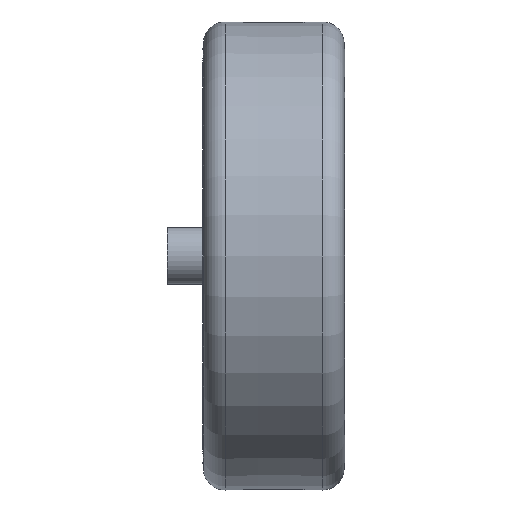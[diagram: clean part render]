
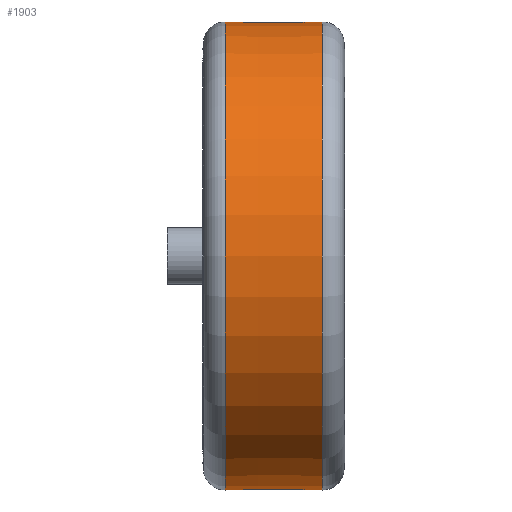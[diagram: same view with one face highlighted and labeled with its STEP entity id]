
A CAD part, front view. The second image highlights one B-rep face of the part: STEP entity #1903.
In plain terms, the highlighted toroidal (fillet/blend) face has major radius 672.882 mm and minor radius 590.632 mm.
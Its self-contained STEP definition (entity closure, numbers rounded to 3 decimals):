
#147=TOROIDAL_SURFACE('',#2087,672.882,590.632);
#210=FACE_OUTER_BOUND('',#321,.T.);
#321=EDGE_LOOP('',(#1295,#1296,#1297,#1298,#1299,#1300));
#568=CIRCLE('',#2085,82.497);
#569=CIRCLE('',#2086,82.497);
#570=CIRCLE('',#2088,590.632);
#571=CIRCLE('',#2089,82.497);
#572=CIRCLE('',#2090,82.497);
#725=VERTEX_POINT('',#2995);
#726=VERTEX_POINT('',#2997);
#727=VERTEX_POINT('',#3001);
#728=VERTEX_POINT('',#3003);
#938=EDGE_CURVE('',#725,#726,#568,.T.);
#939=EDGE_CURVE('',#726,#725,#569,.T.);
#940=EDGE_CURVE('',#725,#727,#570,.T.);
#941=EDGE_CURVE('',#727,#728,#571,.T.);
#942=EDGE_CURVE('',#728,#727,#572,.T.);
#1295=ORIENTED_EDGE('',*,*,#939,.F.);
#1296=ORIENTED_EDGE('',*,*,#938,.F.);
#1297=ORIENTED_EDGE('',*,*,#940,.T.);
#1298=ORIENTED_EDGE('',*,*,#941,.T.);
#1299=ORIENTED_EDGE('',*,*,#942,.T.);
#1300=ORIENTED_EDGE('',*,*,#940,.F.);
#1903=ADVANCED_FACE('',(#210),#147,.F.);
#2085=AXIS2_PLACEMENT_3D('',#2998,#2439,#2440);
#2086=AXIS2_PLACEMENT_3D('',#2999,#2441,#2442);
#2087=AXIS2_PLACEMENT_3D('',#3000,#2443,#2444);
#2088=AXIS2_PLACEMENT_3D('',#3002,#2445,#2446);
#2089=AXIS2_PLACEMENT_3D('',#3004,#2447,#2448);
#2090=AXIS2_PLACEMENT_3D('',#3005,#2449,#2450);
#2439=DIRECTION('center_axis',(1.,0.,0.));
#2440=DIRECTION('ref_axis',(0.,1.,0.));
#2441=DIRECTION('center_axis',(1.,0.,0.));
#2442=DIRECTION('ref_axis',(0.,1.,0.));
#2443=DIRECTION('center_axis',(1.,0.,0.));
#2444=DIRECTION('ref_axis',(0.,0.,-1.));
#2445=DIRECTION('center_axis',(0.,1.,0.));
#2446=DIRECTION('ref_axis',(0.,0.,1.));
#2447=DIRECTION('center_axis',(1.,0.,0.));
#2448=DIRECTION('ref_axis',(0.,1.,0.));
#2449=DIRECTION('center_axis',(1.,0.,0.));
#2450=DIRECTION('ref_axis',(0.,1.,0.));
#2995=CARTESIAN_POINT('',(42.075,0.,82.497));
#2997=CARTESIAN_POINT('',(42.075,82.497,0.));
#2998=CARTESIAN_POINT('Origin',(42.075,0.,
0.));
#2999=CARTESIAN_POINT('Origin',(42.075,0.,
0.));
#3000=CARTESIAN_POINT('Origin',(25.,0.,0.));
#3001=CARTESIAN_POINT('',(7.925,0.,82.497));
#3002=CARTESIAN_POINT('Origin',(25.,0.,672.882));
#3003=CARTESIAN_POINT('',(7.925,82.497,0.));
#3004=CARTESIAN_POINT('Origin',(7.925,0.,0.));
#3005=CARTESIAN_POINT('Origin',(7.925,0.,0.));
